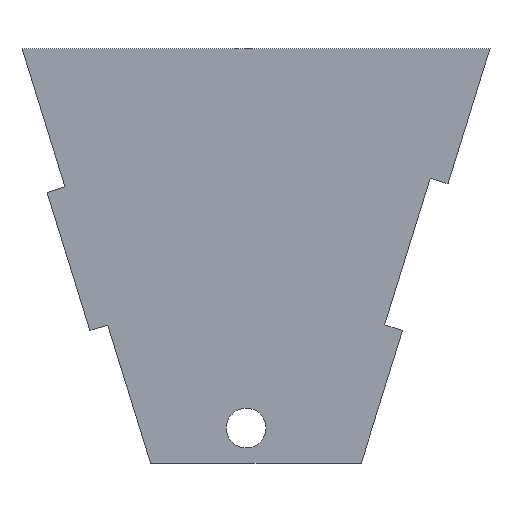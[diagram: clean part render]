
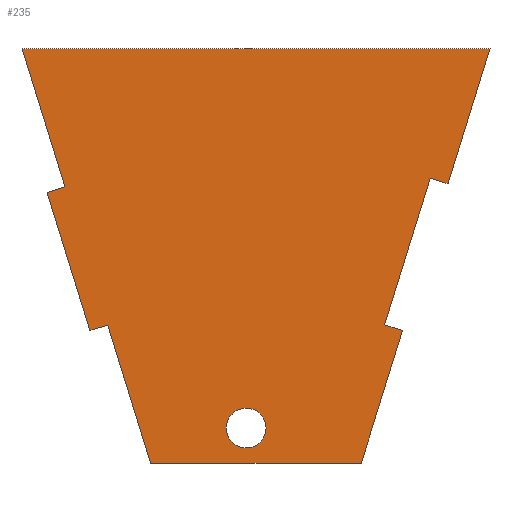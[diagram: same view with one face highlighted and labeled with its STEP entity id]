
A CAD part, front view. The second image highlights one B-rep face of the part: STEP entity #235.
In plain terms, the highlighted face is planar.
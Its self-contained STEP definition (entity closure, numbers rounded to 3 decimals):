
#5 = VERTEX_POINT ( 'NONE', #363 ) ;
#8 = VECTOR ( 'NONE', #390, 1000. ) ;
#19 = FACE_OUTER_BOUND ( 'NONE', #297, .T. ) ;
#21 = VERTEX_POINT ( 'NONE', #409 ) ;
#31 = VERTEX_POINT ( 'NONE', #181 ) ;
#38 = AXIS2_PLACEMENT_3D ( 'NONE', #75, #585, #73 ) ;
#39 = LINE ( 'NONE', #429, #592 ) ;
#51 = DIRECTION ( 'NONE',  ( -0.661, 0.75, 0. ) ) ;
#52 = LINE ( 'NONE', #287, #357 ) ;
#56 = DIRECTION ( 'NONE',  ( -0.222, -0.196, -0.955 ) ) ;
#64 = CARTESIAN_POINT ( 'NONE',  ( 41.045, 14.904, -16.563 ) ) ;
#66 = VERTEX_POINT ( 'NONE', #378 ) ;
#70 = EDGE_CURVE ( 'NONE', #162, #66, #52, .T. ) ;
#71 = CIRCLE ( 'NONE', #38, 1.7 ) ;
#73 = DIRECTION ( 'NONE',  ( -0.75, -0.661, 0. ) ) ;
#74 = ORIENTED_EDGE ( 'NONE', *, *, #354, .T. ) ;
#75 = CARTESIAN_POINT ( 'NONE',  ( 25.036, 0.784, -0.838 ) ) ;
#76 = LINE ( 'NONE', #118, #342 ) ;
#81 = EDGE_CURVE ( 'NONE', #66, #111, #172, .T. ) ;
#93 = VECTOR ( 'NONE', #510, 1000. ) ;
#96 = EDGE_CURVE ( 'NONE', #366, #31, #382, .T. ) ;
#105 = EDGE_CURVE ( 'NONE', #5, #437, #326, .T. ) ;
#106 = CARTESIAN_POINT ( 'NONE',  ( 31.282, 6.294, 12.519 ) ) ;
#110 = ORIENTED_EDGE ( 'NONE', *, *, #136, .T. ) ;
#111 = VERTEX_POINT ( 'NONE', #143 ) ;
#118 = CARTESIAN_POINT ( 'NONE',  ( 31.638, 6.608, 10.991 ) ) ;
#130 = ORIENTED_EDGE ( 'NONE', *, *, #156, .T. ) ;
#131 = LINE ( 'NONE', #432, #556 ) ;
#133 = CARTESIAN_POINT ( 'NONE',  ( 49.343, 22.223, -21.675 ) ) ;
#136 = EDGE_CURVE ( 'NONE', #352, #204, #394, .T. ) ;
#140 = DIRECTION ( 'NONE',  ( -0.75, -0.661, 0. ) ) ;
#143 = CARTESIAN_POINT ( 'NONE',  ( 31.655, 6.623, -12.674 ) ) ;
#153 = DIRECTION ( 'NONE',  ( 0.716, 0.632, -0.297 ) ) ;
#156 = EDGE_CURVE ( 'NONE', #111, #5, #415, .T. ) ;
#157 = CARTESIAN_POINT ( 'NONE',  ( 22.786, -1.2, 7.325 ) ) ;
#162 = VERTEX_POINT ( 'NONE', #373 ) ;
#166 = DIRECTION ( 'NONE',  ( 0.222, 0.196, -0.955 ) ) ;
#168 = EDGE_CURVE ( 'NONE', #288, #422, #131, .T. ) ;
#171 = ORIENTED_EDGE ( 'NONE', *, *, #168, .T. ) ;
#172 = LINE ( 'NONE', #568, #377 ) ;
#181 = CARTESIAN_POINT ( 'NONE',  ( 23.761, -0.34, -0.838 ) ) ;
#185 = ORIENTED_EDGE ( 'NONE', *, *, #417, .T. ) ;
#187 = VECTOR ( 'NONE', #427, 1000. ) ;
#188 = CARTESIAN_POINT ( 'NONE',  ( 22.786, -1.2, -9. ) ) ;
#194 = CARTESIAN_POINT ( 'NONE',  ( 25.036, 0.784, -0.838 ) ) ;
#204 = VERTEX_POINT ( 'NONE', #106 ) ;
#206 = EDGE_CURVE ( 'NONE', #437, #576, #293, .T. ) ;
#219 = CARTESIAN_POINT ( 'NONE',  ( 40.689, 14.59, -18.091 ) ) ;
#231 = CARTESIAN_POINT ( 'NONE',  ( 22.786, -1.2, 7.325 ) ) ;
#235 = ADVANCED_FACE ( 'NONE', ( #526, #19 ), #336, .F. ) ;
#236 = CARTESIAN_POINT ( 'NONE',  ( 40.689, 14.59, -18.091 ) ) ;
#237 = VECTOR ( 'NONE', #56, 1000. ) ;
#240 = VECTOR ( 'NONE', #416, 1000. ) ;
#247 = DIRECTION ( 'NONE',  ( -0.75, -0.661, 0. ) ) ;
#254 = EDGE_CURVE ( 'NONE', #576, #288, #39, .T. ) ;
#255 = CARTESIAN_POINT ( 'NONE',  ( 49.343, 22.223, 18.325 ) ) ;
#264 = ORIENTED_EDGE ( 'NONE', *, *, #206, .T. ) ;
#287 = CARTESIAN_POINT ( 'NONE',  ( 31.299, 6.309, -14.202 ) ) ;
#288 = VERTEX_POINT ( 'NONE', #255 ) ;
#293 = LINE ( 'NONE', #424, #301 ) ;
#297 = EDGE_LOOP ( 'NONE', ( #474, #605, #513, #130, #530, #264, #430, #171, #597, #110, #367, #185 ) ) ;
#301 = VECTOR ( 'NONE', #153, 1000. ) ;
#303 = CARTESIAN_POINT ( 'NONE',  ( 40.135, 14.101, 16.186 ) ) ;
#307 = CARTESIAN_POINT ( 'NONE',  ( 40.491, 14.415, 14.658 ) ) ;
#311 = AXIS2_PLACEMENT_3D ( 'NONE', #341, #338, #247 ) ;
#313 = LINE ( 'NONE', #372, #93 ) ;
#326 = LINE ( 'NONE', #236, #237 ) ;
#336 = PLANE ( 'NONE',  #311 ) ;
#338 = DIRECTION ( 'NONE',  ( -0.661, 0.75, 0. ) ) ;
#341 = CARTESIAN_POINT ( 'NONE',  ( 10.566, -11.979, 0. ) ) ;
#342 = VECTOR ( 'NONE', #166, 1000. ) ;
#352 = VERTEX_POINT ( 'NONE', #303 ) ;
#354 = EDGE_CURVE ( 'NONE', #31, #366, #71, .T. ) ;
#357 = VECTOR ( 'NONE', #420, 1000. ) ;
#363 = CARTESIAN_POINT ( 'NONE',  ( 41.045, 14.904, -16.563 ) ) ;
#366 = VERTEX_POINT ( 'NONE', #441 ) ;
#367 = ORIENTED_EDGE ( 'NONE', *, *, #491, .T. ) ;
#371 = LINE ( 'NONE', #188, #240 ) ;
#372 = CARTESIAN_POINT ( 'NONE',  ( 40.135, 14.101, 16.186 ) ) ;
#373 = CARTESIAN_POINT ( 'NONE',  ( 22.786, -1.2, -10.675 ) ) ;
#377 = VECTOR ( 'NONE', #514, 1000. ) ;
#378 = CARTESIAN_POINT ( 'NONE',  ( 31.299, 6.309, -14.202 ) ) ;
#382 = CIRCLE ( 'NONE', #435, 1.7 ) ;
#388 = ORIENTED_EDGE ( 'NONE', *, *, #96, .T. ) ;
#390 = DIRECTION ( 'NONE',  ( -0.716, -0.632, -0.297 ) ) ;
#394 = LINE ( 'NONE', #520, #506 ) ;
#406 = EDGE_LOOP ( 'NONE', ( #74, #388 ) ) ;
#409 = CARTESIAN_POINT ( 'NONE',  ( 31.638, 6.608, 10.991 ) ) ;
#412 = DIRECTION ( 'NONE',  ( -0.716, -0.632, -0.297 ) ) ;
#415 = LINE ( 'NONE', #64, #187 ) ;
#416 = DIRECTION ( 'NONE',  ( 0., 0., -1. ) ) ;
#417 = EDGE_CURVE ( 'NONE', #21, #539, #554, .T. ) ;
#420 = DIRECTION ( 'NONE',  ( 0.716, 0.632, -0.297 ) ) ;
#422 = VERTEX_POINT ( 'NONE', #307 ) ;
#424 = CARTESIAN_POINT ( 'NONE',  ( 49.343, 22.223, -21.675 ) ) ;
#427 = DIRECTION ( 'NONE',  ( 0.716, 0.632, -0.297 ) ) ;
#429 = CARTESIAN_POINT ( 'NONE',  ( 49.343, 22.223, 18.325 ) ) ;
#430 = ORIENTED_EDGE ( 'NONE', *, *, #254, .T. ) ;
#432 = CARTESIAN_POINT ( 'NONE',  ( 40.491, 14.415, 14.658 ) ) ;
#435 = AXIS2_PLACEMENT_3D ( 'NONE', #194, #51, #140 ) ;
#437 = VERTEX_POINT ( 'NONE', #219 ) ;
#441 = CARTESIAN_POINT ( 'NONE',  ( 26.311, 1.909, -0.838 ) ) ;
#474 = ORIENTED_EDGE ( 'NONE', *, *, #582, .T. ) ;
#491 = EDGE_CURVE ( 'NONE', #204, #21, #76, .T. ) ;
#506 = VECTOR ( 'NONE', #412, 1000. ) ;
#510 = DIRECTION ( 'NONE',  ( -0.222, -0.196, 0.955 ) ) ;
#513 = ORIENTED_EDGE ( 'NONE', *, *, #81, .T. ) ;
#514 = DIRECTION ( 'NONE',  ( 0.222, 0.196, 0.955 ) ) ;
#520 = CARTESIAN_POINT ( 'NONE',  ( 31.282, 6.294, 12.519 ) ) ;
#524 = DIRECTION ( 'NONE',  ( -0.716, -0.632, -0.297 ) ) ;
#526 = FACE_BOUND ( 'NONE', #406, .T. ) ;
#530 = ORIENTED_EDGE ( 'NONE', *, *, #105, .T. ) ;
#539 = VERTEX_POINT ( 'NONE', #231 ) ;
#554 = LINE ( 'NONE', #157, #8 ) ;
#556 = VECTOR ( 'NONE', #524, 1000. ) ;
#568 = CARTESIAN_POINT ( 'NONE',  ( 31.655, 6.623, -12.674 ) ) ;
#572 = EDGE_CURVE ( 'NONE', #422, #352, #313, .T. ) ;
#576 = VERTEX_POINT ( 'NONE', #133 ) ;
#578 = DIRECTION ( 'NONE',  ( 0., 0., 1. ) ) ;
#582 = EDGE_CURVE ( 'NONE', #539, #162, #371, .T. ) ;
#585 = DIRECTION ( 'NONE',  ( -0.661, 0.75, 0. ) ) ;
#592 = VECTOR ( 'NONE', #578, 1000. ) ;
#597 = ORIENTED_EDGE ( 'NONE', *, *, #572, .T. ) ;
#605 = ORIENTED_EDGE ( 'NONE', *, *, #70, .T. ) ;
